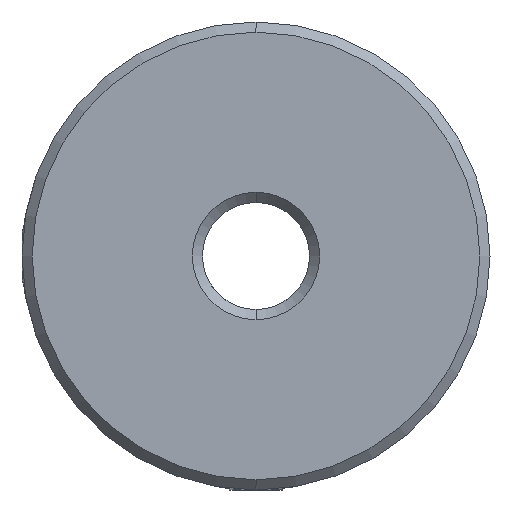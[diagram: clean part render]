
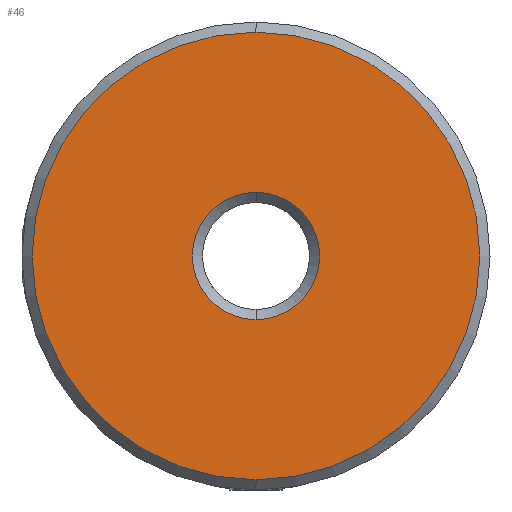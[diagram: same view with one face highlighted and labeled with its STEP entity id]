
A CAD part, left-side view. The second image highlights one B-rep face of the part: STEP entity #46.
In plain terms, the highlighted planar face has unit normal (-1, 0, 0).
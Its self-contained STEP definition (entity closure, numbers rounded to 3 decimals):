
#46 = ADVANCED_FACE ( 'NONE', ( #817, #816 ), #3009, .F. ) ;
#496 = EDGE_CURVE ( 'NONE', #2822, #2821, #1730, .T. ) ;
#497 = EDGE_CURVE ( 'NONE', #2819, #2820, #1731, .T. ) ;
#578 = EDGE_CURVE ( 'NONE', #2820, #2819, #1838, .T. ) ;
#644 = EDGE_LOOP ( 'NONE', ( #2663, #2666 ) ) ;
#659 = EDGE_LOOP ( 'NONE', ( #2662, #2661 ) ) ;
#816 = FACE_BOUND ( 'NONE', #659, .T. ) ;
#817 = FACE_OUTER_BOUND ( 'NONE', #644, .T. ) ;
#970 = AXIS2_PLACEMENT_3D ( 'NONE', #3012, #3020, #3021 ) ;
#1321 = CARTESIAN_POINT ( 'NONE',  ( -11.5, 0., 0. ) ) ;
#1322 = DIRECTION ( 'NONE',  ( -1., 0., 0. ) ) ;
#1323 = DIRECTION ( 'NONE',  ( 0., 0., -1. ) ) ;
#1324 = CARTESIAN_POINT ( 'NONE',  ( -11.5, 0., 0. ) ) ;
#1325 = DIRECTION ( 'NONE',  ( 1., 0., 0. ) ) ;
#1326 = DIRECTION ( 'NONE',  ( 0., 0., -1. ) ) ;
#1636 = CARTESIAN_POINT ( 'NONE',  ( -11.5, 0., 0. ) ) ;
#1643 = DIRECTION ( 'NONE',  ( 1., 0., 0. ) ) ;
#1644 = DIRECTION ( 'NONE',  ( 0., 0., -1. ) ) ;
#1730 = CIRCLE ( 'NONE', #1983, 8.369 ) ;
#1731 = CIRCLE ( 'NONE', #1985, 2.381 ) ;
#1838 = CIRCLE ( 'NONE', #1996, 2.381 ) ;
#1939 = CIRCLE ( 'NONE', #2023, 8.369 ) ;
#1983 = AXIS2_PLACEMENT_3D ( 'NONE', #1321, #1322, #1323 ) ;
#1985 = AXIS2_PLACEMENT_3D ( 'NONE', #1324, #1325, #1326 ) ;
#1996 = AXIS2_PLACEMENT_3D ( 'NONE', #1636, #1643, #1644 ) ;
#2023 = AXIS2_PLACEMENT_3D ( 'NONE', #2294, #2295, #2296 ) ;
#2058 = EDGE_CURVE ( 'NONE', #2821, #2822, #1939, .T. ) ;
#2294 = CARTESIAN_POINT ( 'NONE',  ( -11.5, 0., 0. ) ) ;
#2295 = DIRECTION ( 'NONE',  ( -1., 0., 0. ) ) ;
#2296 = DIRECTION ( 'NONE',  ( 0., 0., -1. ) ) ;
#2464 = CARTESIAN_POINT ( 'NONE',  ( -11.5, 0., -2.381 ) ) ;
#2465 = CARTESIAN_POINT ( 'NONE',  ( -11.5, 0., 2.381 ) ) ;
#2466 = CARTESIAN_POINT ( 'NONE',  ( -11.5, 0., 8.369 ) ) ;
#2467 = CARTESIAN_POINT ( 'NONE',  ( -11.5, 0., -8.369 ) ) ;
#2661 = ORIENTED_EDGE ( 'NONE', *, *, #497, .T. ) ;
#2662 = ORIENTED_EDGE ( 'NONE', *, *, #578, .T. ) ;
#2663 = ORIENTED_EDGE ( 'NONE', *, *, #496, .T. ) ;
#2666 = ORIENTED_EDGE ( 'NONE', *, *, #2058, .T. ) ;
#2819 = VERTEX_POINT ( 'NONE', #2464 ) ;
#2820 = VERTEX_POINT ( 'NONE', #2465 ) ;
#2821 = VERTEX_POINT ( 'NONE', #2466 ) ;
#2822 = VERTEX_POINT ( 'NONE', #2467 ) ;
#3009 = PLANE ( 'NONE',  #970 ) ;
#3012 = CARTESIAN_POINT ( 'NONE',  ( -11.5, 0., 0. ) ) ;
#3020 = DIRECTION ( 'NONE',  ( 1., 0., 0. ) ) ;
#3021 = DIRECTION ( 'NONE',  ( 0., 0., -1. ) ) ;
